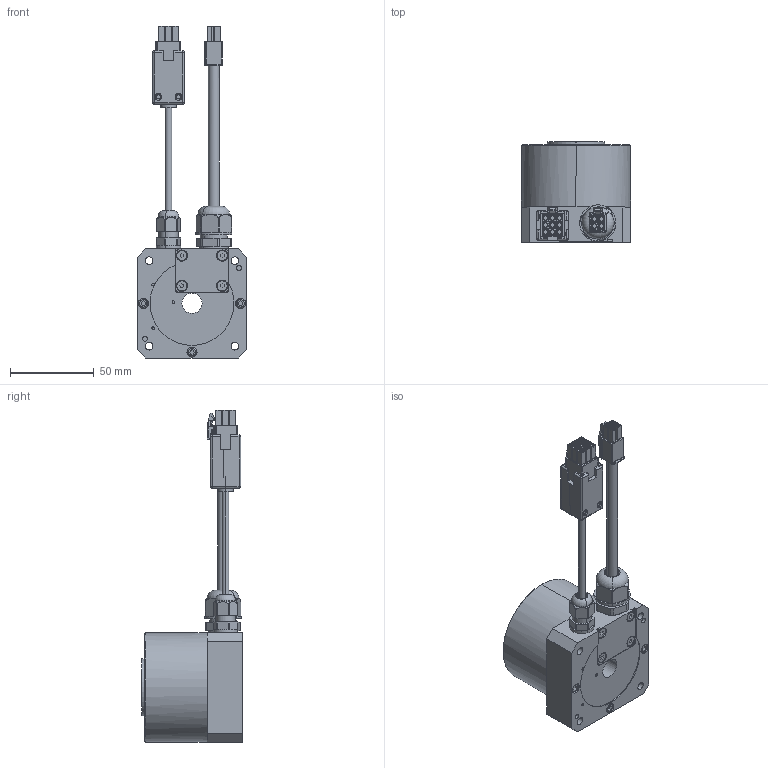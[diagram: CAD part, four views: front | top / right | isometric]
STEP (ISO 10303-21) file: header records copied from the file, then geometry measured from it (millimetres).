
FILE_DESCRIPTION (( 'STEP AP203' ), '1' );
FILE_NAME ('DMN21-A0SN00-S0-1SS-0-0.STEP', '2020-09-02T06:27:00', ( '' ), ( '' ), 'SwSTEP 2.0', 'SolidWorks 2015', '' );
FILE_SCHEMA (( 'CONFIG_CONTROL_DESIGN' ));
Length unit declared in the file: millimetre
Products named in the file (1): DMN21-A0SN00-S0-1SS-0-0
Bounding box: 65 x 60 x 197.7 mm (x, y, z)
Volume: 228667.3 mm3; surface area: 39258.1 mm2
Topology: 1 solids, 8 shells, 1172 faces, 3048 edges, 1962 vertices
Faces by surface type: plane 701, cylinder 288, bspline 81, cone 67, torus 23, sphere 12
Entity records: 40317 total; most frequent: CARTESIAN_POINT 12488, ORIENTED_EDGE 6052, DIRECTION 5246, EDGE_CURVE 3026, VERTEX_POINT 1958, LINE 1934, VECTOR 1934, AXIS2_PLACEMENT_3D 1656
